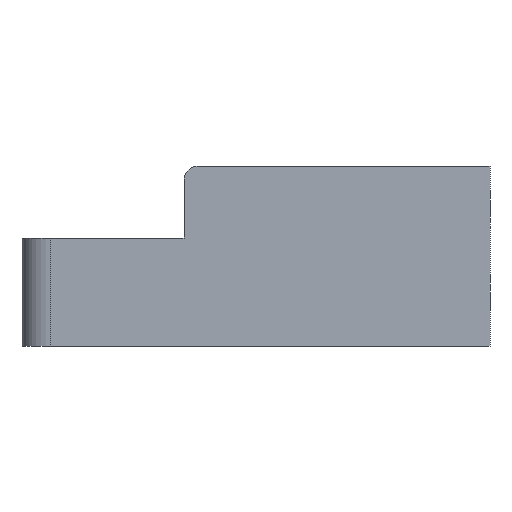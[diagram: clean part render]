
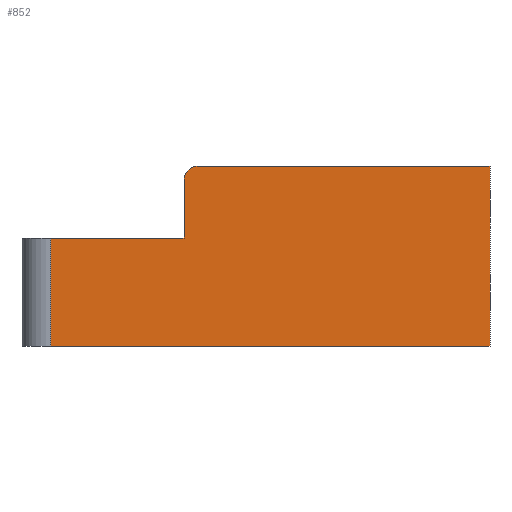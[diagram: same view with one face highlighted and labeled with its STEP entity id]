
A CAD part, left-side view. The second image highlights one B-rep face of the part: STEP entity #852.
In plain terms, the highlighted planar face has unit normal (-1, 0, 0).
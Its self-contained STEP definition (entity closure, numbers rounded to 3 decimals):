
#32 = PLANE('',#33);
#33 = AXIS2_PLACEMENT_3D('',#34,#35,#36);
#34 = CARTESIAN_POINT('',(0.,0.,0.));
#35 = DIRECTION('',(0.,0.,1.));
#36 = DIRECTION('',(1.,0.,0.));
#114 = VERTEX_POINT('',#115);
#115 = CARTESIAN_POINT('',(0.,61.,0.));
#130 = CYLINDRICAL_SURFACE('',#131,4.);
#131 = AXIS2_PLACEMENT_3D('',#132,#133,#134);
#132 = CARTESIAN_POINT('',(4.,61.,0.));
#133 = DIRECTION('',(0.,0.,1.));
#134 = DIRECTION('',(0.,1.,0.));
#142 = EDGE_CURVE('',#143,#114,#145,.T.);
#143 = VERTEX_POINT('',#144);
#144 = CARTESIAN_POINT('',(0.,0.,0.));
#145 = SURFACE_CURVE('',#146,(#150,#157),.PCURVE_S1.);
#146 = LINE('',#147,#148);
#147 = CARTESIAN_POINT('',(0.,0.,0.));
#148 = VECTOR('',#149,1.);
#149 = DIRECTION('',(0.,1.,0.));
#150 = PCURVE('',#32,#151);
#151 = DEFINITIONAL_REPRESENTATION('',(#152),#156);
#152 = LINE('',#153,#154);
#153 = CARTESIAN_POINT('',(0.,0.));
#154 = VECTOR('',#155,1.);
#155 = DIRECTION('',(0.,1.));
#156 = ( GEOMETRIC_REPRESENTATION_CONTEXT(2) 
PARAMETRIC_REPRESENTATION_CONTEXT() REPRESENTATION_CONTEXT('2D SPACE',''
  ) );
#157 = PCURVE('',#158,#163);
#158 = PLANE('',#159);
#159 = AXIS2_PLACEMENT_3D('',#160,#161,#162);
#160 = CARTESIAN_POINT('',(0.,0.,15.));
#161 = DIRECTION('',(1.,0.,0.));
#162 = DIRECTION('',(0.,0.,1.));
#163 = DEFINITIONAL_REPRESENTATION('',(#164),#168);
#164 = LINE('',#165,#166);
#165 = CARTESIAN_POINT('',(-15.,0.));
#166 = VECTOR('',#167,1.);
#167 = DIRECTION('',(0.,-1.));
#168 = ( GEOMETRIC_REPRESENTATION_CONTEXT(2) 
PARAMETRIC_REPRESENTATION_CONTEXT() REPRESENTATION_CONTEXT('2D SPACE',''
  ) );
#186 = PLANE('',#187);
#187 = AXIS2_PLACEMENT_3D('',#188,#189,#190);
#188 = CARTESIAN_POINT('',(0.,0.,15.));
#189 = DIRECTION('',(0.,-1.,0.));
#190 = DIRECTION('',(0.,0.,-1.));
#489 = PLANE('',#490);
#490 = AXIS2_PLACEMENT_3D('',#491,#492,#493);
#491 = CARTESIAN_POINT('',(0.,0.,15.));
#492 = DIRECTION('',(0.,0.,1.));
#493 = DIRECTION('',(1.,0.,0.));
#760 = EDGE_CURVE('',#114,#761,#763,.T.);
#761 = VERTEX_POINT('',#762);
#762 = CARTESIAN_POINT('',(0.,61.,15.));
#763 = SURFACE_CURVE('',#764,(#768,#775),.PCURVE_S1.);
#764 = LINE('',#765,#766);
#765 = CARTESIAN_POINT('',(0.,61.,0.));
#766 = VECTOR('',#767,1.);
#767 = DIRECTION('',(0.,0.,1.));
#768 = PCURVE('',#130,#769);
#769 = DEFINITIONAL_REPRESENTATION('',(#770),#774);
#770 = LINE('',#771,#772);
#771 = CARTESIAN_POINT('',(1.571,0.));
#772 = VECTOR('',#773,1.);
#773 = DIRECTION('',(0.,1.));
#774 = ( GEOMETRIC_REPRESENTATION_CONTEXT(2) 
PARAMETRIC_REPRESENTATION_CONTEXT() REPRESENTATION_CONTEXT('2D SPACE',''
  ) );
#775 = PCURVE('',#158,#776);
#776 = DEFINITIONAL_REPRESENTATION('',(#777),#781);
#777 = LINE('',#778,#779);
#778 = CARTESIAN_POINT('',(-15.,-61.));
#779 = VECTOR('',#780,1.);
#780 = DIRECTION('',(1.,0.));
#781 = ( GEOMETRIC_REPRESENTATION_CONTEXT(2) 
PARAMETRIC_REPRESENTATION_CONTEXT() REPRESENTATION_CONTEXT('2D SPACE',''
  ) );
#852 = ADVANCED_FACE('',(#853),#158,.F.);
#853 = FACE_BOUND('',#854,.F.);
#854 = EDGE_LOOP('',(#855,#878,#906,#935,#963,#986,#1007,#1008));
#855 = ORIENTED_EDGE('',*,*,#856,.F.);
#856 = EDGE_CURVE('',#857,#761,#859,.T.);
#857 = VERTEX_POINT('',#858);
#858 = CARTESIAN_POINT('',(0.,42.5,15.));
#859 = SURFACE_CURVE('',#860,(#864,#871),.PCURVE_S1.);
#860 = LINE('',#861,#862);
#861 = CARTESIAN_POINT('',(0.,0.,15.));
#862 = VECTOR('',#863,1.);
#863 = DIRECTION('',(0.,1.,0.));
#864 = PCURVE('',#158,#865);
#865 = DEFINITIONAL_REPRESENTATION('',(#866),#870);
#866 = LINE('',#867,#868);
#867 = CARTESIAN_POINT('',(0.,0.));
#868 = VECTOR('',#869,1.);
#869 = DIRECTION('',(0.,-1.));
#870 = ( GEOMETRIC_REPRESENTATION_CONTEXT(2) 
PARAMETRIC_REPRESENTATION_CONTEXT() REPRESENTATION_CONTEXT('2D SPACE',''
  ) );
#871 = PCURVE('',#489,#872);
#872 = DEFINITIONAL_REPRESENTATION('',(#873),#877);
#873 = LINE('',#874,#875);
#874 = CARTESIAN_POINT('',(0.,0.));
#875 = VECTOR('',#876,1.);
#876 = DIRECTION('',(0.,1.));
#877 = ( GEOMETRIC_REPRESENTATION_CONTEXT(2) 
PARAMETRIC_REPRESENTATION_CONTEXT() REPRESENTATION_CONTEXT('2D SPACE',''
  ) );
#878 = ORIENTED_EDGE('',*,*,#879,.T.);
#879 = EDGE_CURVE('',#857,#880,#882,.T.);
#880 = VERTEX_POINT('',#881);
#881 = CARTESIAN_POINT('',(0.,42.5,23.));
#882 = SURFACE_CURVE('',#883,(#887,#894),.PCURVE_S1.);
#883 = LINE('',#884,#885);
#884 = CARTESIAN_POINT('',(0.,42.5,15.));
#885 = VECTOR('',#886,1.);
#886 = DIRECTION('',(0.,0.,1.));
#887 = PCURVE('',#158,#888);
#888 = DEFINITIONAL_REPRESENTATION('',(#889),#893);
#889 = LINE('',#890,#891);
#890 = CARTESIAN_POINT('',(0.,-42.5));
#891 = VECTOR('',#892,1.);
#892 = DIRECTION('',(1.,0.));
#893 = ( GEOMETRIC_REPRESENTATION_CONTEXT(2) 
PARAMETRIC_REPRESENTATION_CONTEXT() REPRESENTATION_CONTEXT('2D SPACE',''
  ) );
#894 = PCURVE('',#895,#900);
#895 = PLANE('',#896);
#896 = AXIS2_PLACEMENT_3D('',#897,#898,#899);
#897 = CARTESIAN_POINT('',(0.,42.5,15.));
#898 = DIRECTION('',(0.,1.,0.));
#899 = DIRECTION('',(0.,0.,1.));
#900 = DEFINITIONAL_REPRESENTATION('',(#901),#905);
#901 = LINE('',#902,#903);
#902 = CARTESIAN_POINT('',(0.,0.));
#903 = VECTOR('',#904,1.);
#904 = DIRECTION('',(1.,0.));
#905 = ( GEOMETRIC_REPRESENTATION_CONTEXT(2) 
PARAMETRIC_REPRESENTATION_CONTEXT() REPRESENTATION_CONTEXT('2D SPACE',''
  ) );
#906 = ORIENTED_EDGE('',*,*,#907,.T.);
#907 = EDGE_CURVE('',#880,#908,#910,.T.);
#908 = VERTEX_POINT('',#909);
#909 = CARTESIAN_POINT('',(0.,40.5,25.));
#910 = SURFACE_CURVE('',#911,(#916,#923),.PCURVE_S1.);
#911 = CIRCLE('',#912,2.);
#912 = AXIS2_PLACEMENT_3D('',#913,#914,#915);
#913 = CARTESIAN_POINT('',(0.,40.5,23.));
#914 = DIRECTION('',(1.,0.,0.));
#915 = DIRECTION('',(0.,0.,-1.));
#916 = PCURVE('',#158,#917);
#917 = DEFINITIONAL_REPRESENTATION('',(#918),#922);
#918 = CIRCLE('',#919,2.);
#919 = AXIS2_PLACEMENT_2D('',#920,#921);
#920 = CARTESIAN_POINT('',(8.,-40.5));
#921 = DIRECTION('',(-1.,0.));
#922 = ( GEOMETRIC_REPRESENTATION_CONTEXT(2) 
PARAMETRIC_REPRESENTATION_CONTEXT() REPRESENTATION_CONTEXT('2D SPACE',''
  ) );
#923 = PCURVE('',#924,#929);
#924 = CYLINDRICAL_SURFACE('',#925,2.);
#925 = AXIS2_PLACEMENT_3D('',#926,#927,#928);
#926 = CARTESIAN_POINT('',(16.,40.5,23.));
#927 = DIRECTION('',(-1.,0.,0.));
#928 = DIRECTION('',(0.,1.,0.));
#929 = DEFINITIONAL_REPRESENTATION('',(#930),#934);
#930 = LINE('',#931,#932);
#931 = CARTESIAN_POINT('',(1.571,16.));
#932 = VECTOR('',#933,1.);
#933 = DIRECTION('',(-1.,0.));
#934 = ( GEOMETRIC_REPRESENTATION_CONTEXT(2) 
PARAMETRIC_REPRESENTATION_CONTEXT() REPRESENTATION_CONTEXT('2D SPACE',''
  ) );
#935 = ORIENTED_EDGE('',*,*,#936,.F.);
#936 = EDGE_CURVE('',#937,#908,#939,.T.);
#937 = VERTEX_POINT('',#938);
#938 = CARTESIAN_POINT('',(0.,0.,25.));
#939 = SURFACE_CURVE('',#940,(#944,#951),.PCURVE_S1.);
#940 = LINE('',#941,#942);
#941 = CARTESIAN_POINT('',(0.,0.,25.));
#942 = VECTOR('',#943,1.);
#943 = DIRECTION('',(0.,1.,0.));
#944 = PCURVE('',#158,#945);
#945 = DEFINITIONAL_REPRESENTATION('',(#946),#950);
#946 = LINE('',#947,#948);
#947 = CARTESIAN_POINT('',(10.,0.));
#948 = VECTOR('',#949,1.);
#949 = DIRECTION('',(0.,-1.));
#950 = ( GEOMETRIC_REPRESENTATION_CONTEXT(2) 
PARAMETRIC_REPRESENTATION_CONTEXT() REPRESENTATION_CONTEXT('2D SPACE',''
  ) );
#951 = PCURVE('',#952,#957);
#952 = PLANE('',#953);
#953 = AXIS2_PLACEMENT_3D('',#954,#955,#956);
#954 = CARTESIAN_POINT('',(0.,42.5,25.));
#955 = DIRECTION('',(0.,0.,1.));
#956 = DIRECTION('',(1.,0.,0.));
#957 = DEFINITIONAL_REPRESENTATION('',(#958),#962);
#958 = LINE('',#959,#960);
#959 = CARTESIAN_POINT('',(0.,-42.5));
#960 = VECTOR('',#961,1.);
#961 = DIRECTION('',(0.,1.));
#962 = ( GEOMETRIC_REPRESENTATION_CONTEXT(2) 
PARAMETRIC_REPRESENTATION_CONTEXT() REPRESENTATION_CONTEXT('2D SPACE',''
  ) );
#963 = ORIENTED_EDGE('',*,*,#964,.F.);
#964 = EDGE_CURVE('',#965,#937,#967,.T.);
#965 = VERTEX_POINT('',#966);
#966 = CARTESIAN_POINT('',(0.,0.,15.));
#967 = SURFACE_CURVE('',#968,(#972,#979),.PCURVE_S1.);
#968 = LINE('',#969,#970);
#969 = CARTESIAN_POINT('',(0.,0.,15.));
#970 = VECTOR('',#971,1.);
#971 = DIRECTION('',(0.,0.,1.));
#972 = PCURVE('',#158,#973);
#973 = DEFINITIONAL_REPRESENTATION('',(#974),#978);
#974 = LINE('',#975,#976);
#975 = CARTESIAN_POINT('',(0.,0.));
#976 = VECTOR('',#977,1.);
#977 = DIRECTION('',(1.,0.));
#978 = ( GEOMETRIC_REPRESENTATION_CONTEXT(2) 
PARAMETRIC_REPRESENTATION_CONTEXT() REPRESENTATION_CONTEXT('2D SPACE',''
  ) );
#979 = PCURVE('',#186,#980);
#980 = DEFINITIONAL_REPRESENTATION('',(#981),#985);
#981 = LINE('',#982,#983);
#982 = CARTESIAN_POINT('',(0.,0.));
#983 = VECTOR('',#984,1.);
#984 = DIRECTION('',(-1.,0.));
#985 = ( GEOMETRIC_REPRESENTATION_CONTEXT(2) 
PARAMETRIC_REPRESENTATION_CONTEXT() REPRESENTATION_CONTEXT('2D SPACE',''
  ) );
#986 = ORIENTED_EDGE('',*,*,#987,.F.);
#987 = EDGE_CURVE('',#143,#965,#988,.T.);
#988 = SURFACE_CURVE('',#989,(#993,#1000),.PCURVE_S1.);
#989 = LINE('',#990,#991);
#990 = CARTESIAN_POINT('',(0.,0.,0.));
#991 = VECTOR('',#992,1.);
#992 = DIRECTION('',(0.,0.,1.));
#993 = PCURVE('',#158,#994);
#994 = DEFINITIONAL_REPRESENTATION('',(#995),#999);
#995 = LINE('',#996,#997);
#996 = CARTESIAN_POINT('',(-15.,0.));
#997 = VECTOR('',#998,1.);
#998 = DIRECTION('',(1.,0.));
#999 = ( GEOMETRIC_REPRESENTATION_CONTEXT(2) 
PARAMETRIC_REPRESENTATION_CONTEXT() REPRESENTATION_CONTEXT('2D SPACE',''
  ) );
#1000 = PCURVE('',#186,#1001);
#1001 = DEFINITIONAL_REPRESENTATION('',(#1002),#1006);
#1002 = LINE('',#1003,#1004);
#1003 = CARTESIAN_POINT('',(15.,0.));
#1004 = VECTOR('',#1005,1.);
#1005 = DIRECTION('',(-1.,0.));
#1006 = ( GEOMETRIC_REPRESENTATION_CONTEXT(2) 
PARAMETRIC_REPRESENTATION_CONTEXT() REPRESENTATION_CONTEXT('2D SPACE',''
  ) );
#1007 = ORIENTED_EDGE('',*,*,#142,.T.);
#1008 = ORIENTED_EDGE('',*,*,#760,.T.);
